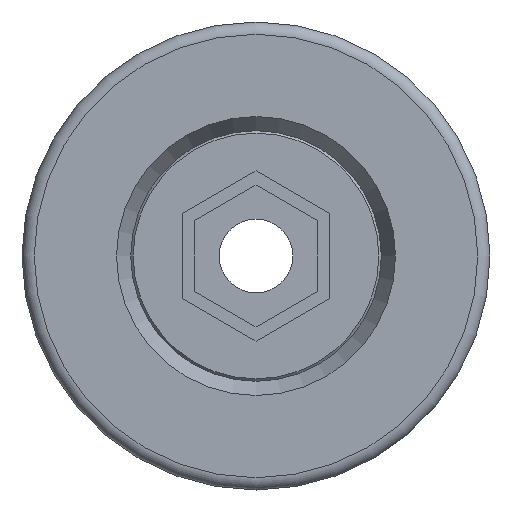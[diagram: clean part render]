
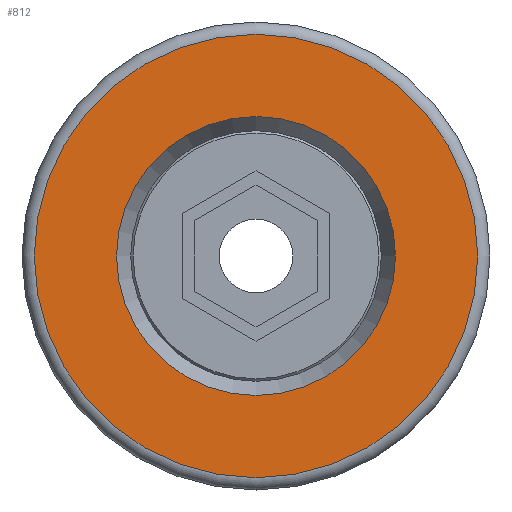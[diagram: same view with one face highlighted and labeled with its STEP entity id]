
A CAD part, left-side view. The second image highlights one B-rep face of the part: STEP entity #812.
In plain terms, the highlighted planar face has unit normal (-1, 0, 0).
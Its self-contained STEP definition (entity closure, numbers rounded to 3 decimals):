
#150=FACE_BOUND('',#220,.T.);
#169=FACE_OUTER_BOUND('',#219,.T.);
#219=EDGE_LOOP('',(#592,#593));
#220=EDGE_LOOP('',(#594,#595));
#283=CIRCLE('',#901,5.677);
#284=CIRCLE('',#902,5.677);
#285=CIRCLE('',#904,9.025);
#286=CIRCLE('',#905,9.025);
#350=VERTEX_POINT('',#1320);
#351=VERTEX_POINT('',#1322);
#352=VERTEX_POINT('',#1326);
#353=VERTEX_POINT('',#1327);
#444=EDGE_CURVE('',#351,#350,#283,.T.);
#445=EDGE_CURVE('',#350,#351,#284,.T.);
#446=EDGE_CURVE('',#352,#353,#285,.T.);
#447=EDGE_CURVE('',#353,#352,#286,.T.);
#592=ORIENTED_EDGE('',*,*,#446,.F.);
#593=ORIENTED_EDGE('',*,*,#447,.F.);
#594=ORIENTED_EDGE('',*,*,#444,.T.);
#595=ORIENTED_EDGE('',*,*,#445,.T.);
#781=PLANE('',#903);
#812=ADVANCED_FACE('',(#169,#150),#781,.T.);
#901=AXIS2_PLACEMENT_3D('',#1323,#1054,#1055);
#902=AXIS2_PLACEMENT_3D('',#1324,#1056,#1057);
#903=AXIS2_PLACEMENT_3D('',#1325,#1058,#1059);
#904=AXIS2_PLACEMENT_3D('',#1328,#1060,#1061);
#905=AXIS2_PLACEMENT_3D('',#1329,#1062,#1063);
#1054=DIRECTION('center_axis',(1.,0.,0.));
#1055=DIRECTION('ref_axis',(0.,0.,-1.));
#1056=DIRECTION('center_axis',(1.,0.,0.));
#1057=DIRECTION('ref_axis',(0.,0.,-1.));
#1058=DIRECTION('center_axis',(-1.,0.,0.));
#1059=DIRECTION('ref_axis',(0.,0.,1.));
#1060=DIRECTION('center_axis',(1.,0.,0.));
#1061=DIRECTION('ref_axis',(0.,0.,-1.));
#1062=DIRECTION('center_axis',(1.,0.,0.));
#1063=DIRECTION('ref_axis',(0.,0.,-1.));
#1320=CARTESIAN_POINT('',(-152.4,-5.677,0.));
#1322=CARTESIAN_POINT('',(-152.4,5.677,0.));
#1323=CARTESIAN_POINT('Origin',(-152.4,0.,0.));
#1324=CARTESIAN_POINT('Origin',(-152.4,0.,0.));
#1325=CARTESIAN_POINT('Origin',(-152.4,9.025,0.));
#1326=CARTESIAN_POINT('',(-152.4,9.025,0.));
#1327=CARTESIAN_POINT('',(-152.4,0.,9.025));
#1328=CARTESIAN_POINT('Origin',(-152.4,0.,0.));
#1329=CARTESIAN_POINT('Origin',(-152.4,0.,0.));
